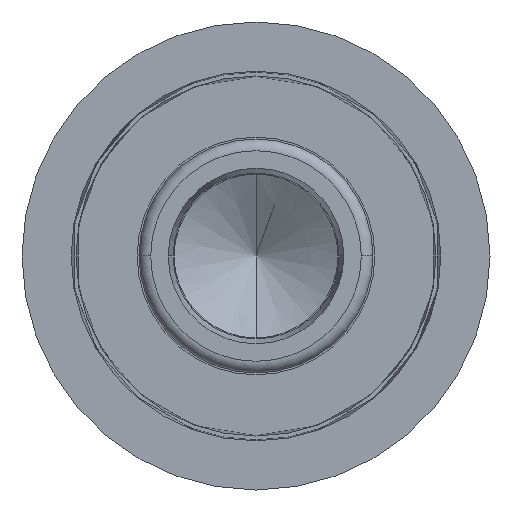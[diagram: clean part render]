
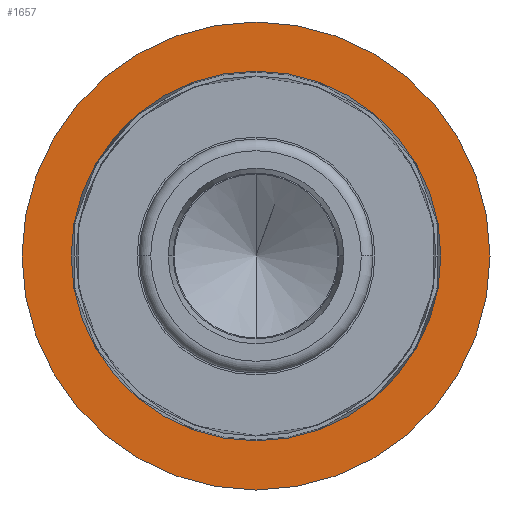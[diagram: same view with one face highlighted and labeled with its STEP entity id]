
A CAD part, left-side view. The second image highlights one B-rep face of the part: STEP entity #1657.
In plain terms, the highlighted planar face has unit normal (-1, 0, 0).
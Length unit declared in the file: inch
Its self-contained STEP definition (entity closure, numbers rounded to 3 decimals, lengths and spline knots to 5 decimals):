
#141 = DIRECTION ( 'NONE',  ( -1., 0., 0. ) ) ;
#248 = EDGE_CURVE ( 'NONE', #3077, #5065, #4479, .T. ) ;
#741 = DIRECTION ( 'NONE',  ( 0., 1., 0. ) ) ;
#831 = CIRCLE ( 'NONE', #912, 1.185 ) ;
#912 = AXIS2_PLACEMENT_3D ( 'NONE', #1819, #1390, #4816 ) ;
#1031 = EDGE_LOOP ( 'NONE', ( #1397, #1680 ) ) ;
#1050 = EDGE_CURVE ( 'NONE', #5065, #3077, #1727, .T. ) ;
#1184 = AXIS2_PLACEMENT_3D ( 'NONE', #4571, #2789, #741 ) ;
#1190 = AXIS2_PLACEMENT_3D ( 'NONE', #2811, #3212, #2348 ) ;
#1354 = ORIENTED_EDGE ( 'NONE', *, *, #248, .T. ) ;
#1389 = CARTESIAN_POINT ( 'NONE',  ( 0., 0., 1.185 ) ) ;
#1390 = DIRECTION ( 'NONE',  ( -1., 0., 0. ) ) ;
#1397 = ORIENTED_EDGE ( 'NONE', *, *, #2019, .F. ) ;
#1657 = ADVANCED_FACE ( 'NONE', ( #2411, #3217 ), #1955, .F. ) ;
#1680 = ORIENTED_EDGE ( 'NONE', *, *, #2558, .F. ) ;
#1727 = CIRCLE ( 'NONE', #4845, 1.5 ) ;
#1819 = CARTESIAN_POINT ( 'NONE',  ( 0., 0., 0. ) ) ;
#1832 = CIRCLE ( 'NONE', #1190, 1.185 ) ;
#1835 = DIRECTION ( 'NONE',  ( 0., 0., 1. ) ) ;
#1955 = PLANE ( 'NONE',  #1184 ) ;
#2019 = EDGE_CURVE ( 'NONE', #4682, #4446, #1832, .T. ) ;
#2101 = CARTESIAN_POINT ( 'NONE',  ( 0., 0., 1.5 ) ) ;
#2348 = DIRECTION ( 'NONE',  ( 0., 0., 1. ) ) ;
#2411 = FACE_BOUND ( 'NONE', #1031, .T. ) ;
#2558 = EDGE_CURVE ( 'NONE', #4446, #4682, #831, .T. ) ;
#2581 = DIRECTION ( 'NONE',  ( 0., 0., 1. ) ) ;
#2666 = DIRECTION ( 'NONE',  ( -1., 0., 0. ) ) ;
#2711 = EDGE_LOOP ( 'NONE', ( #1354, #4732 ) ) ;
#2789 = DIRECTION ( 'NONE',  ( 1., 0., 0. ) ) ;
#2811 = CARTESIAN_POINT ( 'NONE',  ( 0., 0., 0. ) ) ;
#3077 = VERTEX_POINT ( 'NONE', #2101 ) ;
#3113 = CARTESIAN_POINT ( 'NONE',  ( 0., 0., 0. ) ) ;
#3119 = CARTESIAN_POINT ( 'NONE',  ( 0., 0., -1.185 ) ) ;
#3212 = DIRECTION ( 'NONE',  ( -1., 0., 0. ) ) ;
#3217 = FACE_OUTER_BOUND ( 'NONE', #2711, .T. ) ;
#4340 = CARTESIAN_POINT ( 'NONE',  ( 0., 0., 0. ) ) ;
#4446 = VERTEX_POINT ( 'NONE', #3119 ) ;
#4479 = CIRCLE ( 'NONE', #5475, 1.5 ) ;
#4571 = CARTESIAN_POINT ( 'NONE',  ( 0., 1.185, 0. ) ) ;
#4682 = VERTEX_POINT ( 'NONE', #1389 ) ;
#4732 = ORIENTED_EDGE ( 'NONE', *, *, #1050, .T. ) ;
#4816 = DIRECTION ( 'NONE',  ( 0., 0., 1. ) ) ;
#4845 = AXIS2_PLACEMENT_3D ( 'NONE', #4340, #2666, #2581 ) ;
#4989 = CARTESIAN_POINT ( 'NONE',  ( 0., 0., -1.5 ) ) ;
#5065 = VERTEX_POINT ( 'NONE', #4989 ) ;
#5475 = AXIS2_PLACEMENT_3D ( 'NONE', #3113, #141, #1835 ) ;
